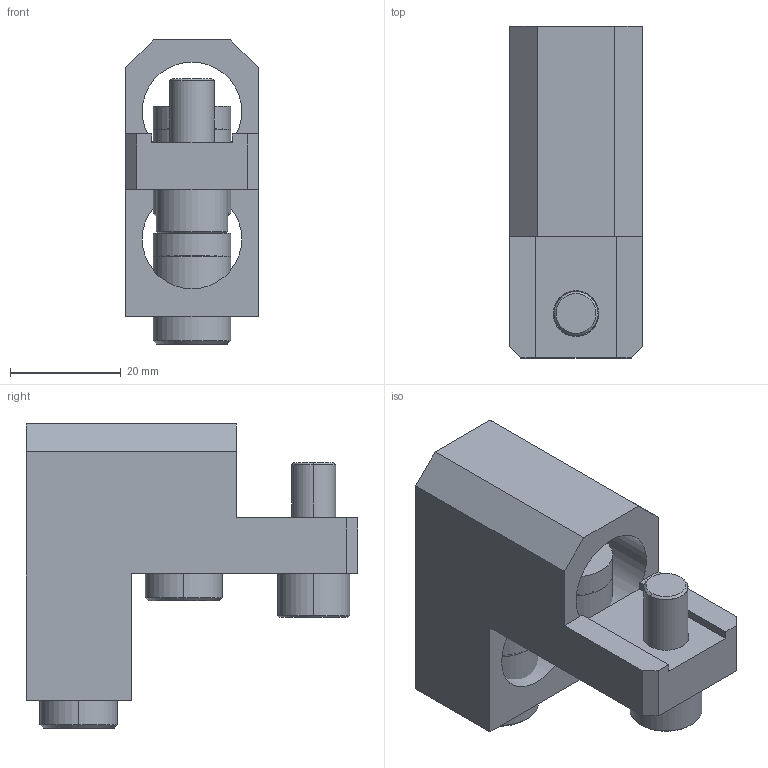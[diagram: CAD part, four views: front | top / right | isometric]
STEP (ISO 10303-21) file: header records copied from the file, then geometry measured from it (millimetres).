
FILE_DESCRIPTION((''),'2;1');
FILE_NAME('NM8-250_2__ASM','2021-09-07T08:22:17',('zhxmin'),(''),'CREO PARAMETRIC BY PTC INC, 2018020','CREO PARAMETRIC BY PTC INC, 2018020','');
FILE_SCHEMA(('CONFIG_CONTROL_DESIGN','SHAPE_APPEARANCE_LAYERS_GROUPS'));
Length unit declared in the file: metre
Products named in the file (12): 8ZTD579084_SOLID_1; 8ZTD579084_QUILT_1; 8ZTD579084_QUILT_2; 8ZTD579084_QUILT_3; M8X20_GB70_SOLID_1; M8X20_GB70_QUILT_1; 8ZTD901049-250-M14X16_SOLI-8993; 8ZTD901049-250-M14X16_QUIL-9415; 8ZTD901049-250-M14X16_SOLI-9493; 8ZTD901049-250-M14X16_QUIL-9915; 5ZTD574174_ASM; NM8-250_2__ASM
Assembly tree (11 placements, depth 3):
  NM8-250_2__ASM
    5ZTD574174_ASM
      8ZTD579084_SOLID_1
      8ZTD579084_QUILT_1
      8ZTD579084_QUILT_2
      8ZTD579084_QUILT_3
      M8X20_GB70_SOLID_1
      M8X20_GB70_QUILT_1
      8ZTD901049-250-M14X16_SOLI-8993
      8ZTD901049-250-M14X16_QUIL-9415
      8ZTD901049-250-M14X16_SOLI-9493
      8ZTD901049-250-M14X16_QUIL-9915
Bounding box: 24 x 60 x 55 mm (x, y, z)
Volume: 28726.1 mm3; surface area: 17618 mm2
Topology: 4 solids, 10 shells, 529 faces, 1423 edges, 926 vertices
Faces by surface type: plane 459, cone 36, cylinder 34
Entity records: 17547 total; most frequent: CARTESIAN_POINT 3336, ORIENTED_EDGE 2820, DIRECTION 2622, EDGE_CURVE 1421, VECTOR 1280, LINE 1280, VERTEX_POINT 926, AXIS2_PLACEMENT_3D 671
